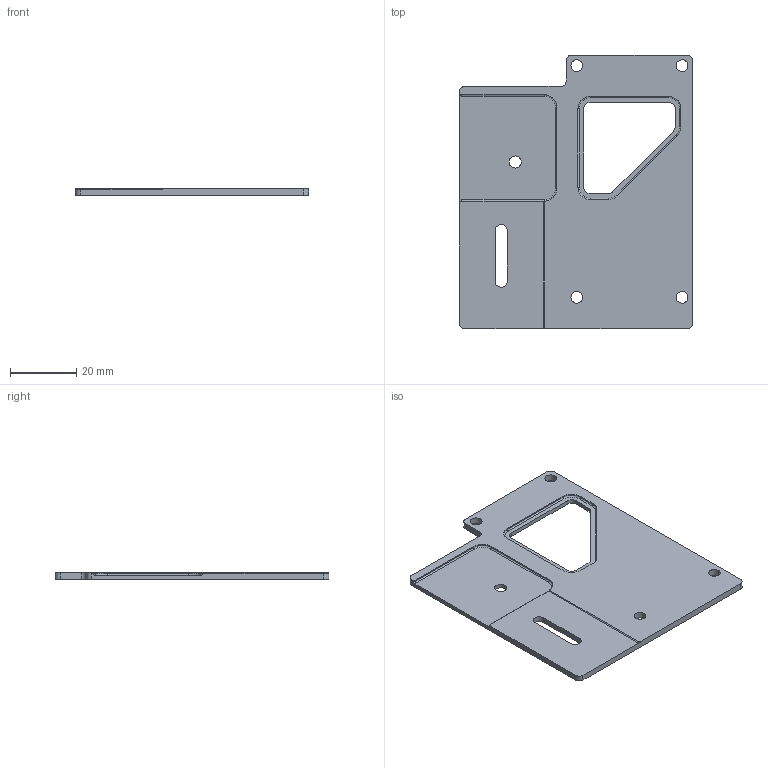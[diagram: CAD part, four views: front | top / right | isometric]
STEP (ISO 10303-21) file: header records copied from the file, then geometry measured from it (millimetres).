
FILE_DESCRIPTION(/* description */ ('STEP AP242','CAx-IF Rec.Pracs.---Representation and Presentation of Product Manufacturing Information (PMI)---4.0---2014-10-13','CAx-IF Rec.Pracs.---3D Tessellated Geometry---0.4---2014-09-14','2;1'),/* implementation_level */ '2;1');
FILE_NAME(/* name */ '620e4585cbcc1d5de97ecf19',/* time_stamp */ '2022-02-17T12:54:30+00:00',/* author */ (''),/* organization */ (''),/* preprocessor_version */ 'ST-DEVELOPER v18.101',/* originating_system */ ' ',/* authorisation */ ' ');
FILE_SCHEMA (('AP242_MANAGED_MODEL_BASED_3D_ENGINEERING_MIM_LF { 1 0 10303 442 1 1 4 }'));
Length unit declared in the file: metre
Products named in the file (1): Shim Plate
Bounding box: 70.36 x 82.55 x 2.03 mm (x, y, z)
Volume: 8716.6 mm3; surface area: 10624.2 mm2
Topology: 1 solids, 1 shells, 73 faces, 199 edges, 129 vertices
Faces by surface type: cylinder 36, plane 26, torus 11
Full cylindrical faces by diameter (mm): 3.556 x4, 3.658 x1
Entity records: 2315 total; most frequent: DIRECTION 419, CARTESIAN_POINT 399, ORIENTED_EDGE 378, EDGE_CURVE 189, AXIS2_PLACEMENT_3D 160, VERTEX_POINT 124, LINE 99, VECTOR 99
